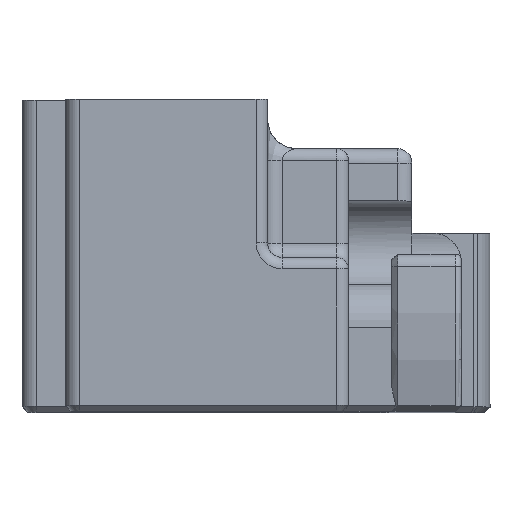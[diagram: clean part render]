
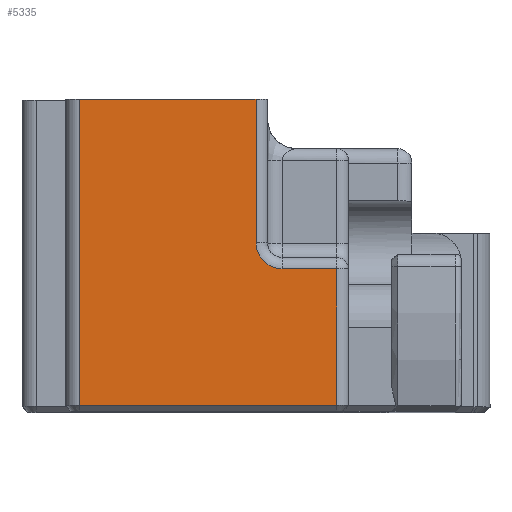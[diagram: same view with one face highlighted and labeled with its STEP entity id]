
A CAD part, top view. The second image highlights one B-rep face of the part: STEP entity #5335.
In plain terms, the highlighted planar face has unit normal (0, 0, 1).
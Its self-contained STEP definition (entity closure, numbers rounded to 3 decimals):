
#255=CIRCLE('',#5723,1.8);
#522=FACE_OUTER_BOUND('',#842,.T.);
#842=EDGE_LOOP('',(#4044,#4045,#4046,#4047,#4048,#4049,#4050));
#1200=LINE('',#8304,#1754);
#1203=LINE('',#8321,#1757);
#1205=LINE('',#8328,#1759);
#1282=LINE('',#8551,#1836);
#1286=LINE('',#8563,#1840);
#1287=LINE('',#8564,#1841);
#1754=VECTOR('',#6594,10.);
#1757=VECTOR('',#6613,10.);
#1759=VECTOR('',#6621,10.);
#1836=VECTOR('',#6792,10.);
#1840=VECTOR('',#6804,10.);
#1841=VECTOR('',#6805,10.);
#2321=VERTEX_POINT('',#8301);
#2322=VERTEX_POINT('',#8303);
#2323=VERTEX_POINT('',#8307);
#2328=VERTEX_POINT('',#8319);
#2330=VERTEX_POINT('',#8327);
#2414=VERTEX_POINT('',#8549);
#2418=VERTEX_POINT('',#8562);
#2896=EDGE_CURVE('',#2321,#2322,#1200,.T.);
#2898=EDGE_CURVE('',#2322,#2323,#255,.T.);
#2905=EDGE_CURVE('',#2321,#2328,#1203,.T.);
#2908=EDGE_CURVE('',#2323,#2330,#1205,.T.);
#3012=EDGE_CURVE('',#2414,#2328,#1282,.T.);
#3017=EDGE_CURVE('',#2418,#2414,#1286,.T.);
#3018=EDGE_CURVE('',#2330,#2418,#1287,.T.);
#4044=ORIENTED_EDGE('',*,*,#2905,.T.);
#4045=ORIENTED_EDGE('',*,*,#3012,.F.);
#4046=ORIENTED_EDGE('',*,*,#3017,.F.);
#4047=ORIENTED_EDGE('',*,*,#3018,.F.);
#4048=ORIENTED_EDGE('',*,*,#2908,.F.);
#4049=ORIENTED_EDGE('',*,*,#2898,.F.);
#4050=ORIENTED_EDGE('',*,*,#2896,.F.);
#5097=PLANE('',#5782);
#5335=ADVANCED_FACE('',(#522),#5097,.F.);
#5723=AXIS2_PLACEMENT_3D('',#8308,#6599,#6600);
#5782=AXIS2_PLACEMENT_3D('',#8561,#6802,#6803);
#6594=DIRECTION('',(0.,-1.,0.));
#6599=DIRECTION('center_axis',(0.,0.,
1.));
#6600=DIRECTION('ref_axis',(-0.707,-0.707,0.));
#6613=DIRECTION('',(-1.,0.,0.));
#6621=DIRECTION('',(1.,0.,0.));
#6792=DIRECTION('',(0.,1.,0.));
#6802=DIRECTION('center_axis',(0.,0.,
-1.));
#6803=DIRECTION('ref_axis',(-1.,0.,0.));
#6804=DIRECTION('',(-1.,0.,0.));
#6805=DIRECTION('',(0.,-1.,0.));
#8301=CARTESIAN_POINT('',(-59.629,128.542,40.967));
#8303=CARTESIAN_POINT('',(-59.629,118.592,40.967));
#8304=CARTESIAN_POINT('',(-59.629,129.842,40.967));
#8307=CARTESIAN_POINT('',(-57.829,116.792,40.967));
#8308=CARTESIAN_POINT('Origin',(-57.829,118.592,40.967));
#8319=CARTESIAN_POINT('',(-71.829,128.542,40.967));
#8321=CARTESIAN_POINT('',(-56.679,128.542,40.967));
#8327=CARTESIAN_POINT('',(-54.029,116.792,40.967));
#8328=CARTESIAN_POINT('',(-56.179,116.792,40.967));
#8549=CARTESIAN_POINT('',(-71.829,107.342,40.967));
#8551=CARTESIAN_POINT('',(-71.829,118.542,40.967));
#8561=CARTESIAN_POINT('Origin',(-53.729,108.542,40.967));
#8562=CARTESIAN_POINT('',(-54.029,107.342,40.967));
#8563=CARTESIAN_POINT('',(-51.029,107.342,40.967));
#8564=CARTESIAN_POINT('',(-54.029,123.442,40.967));
